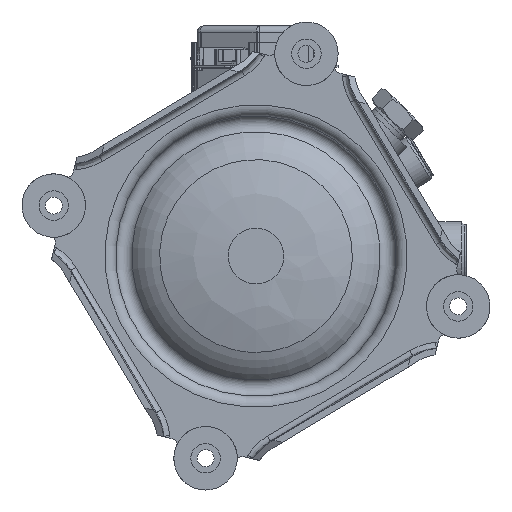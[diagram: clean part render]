
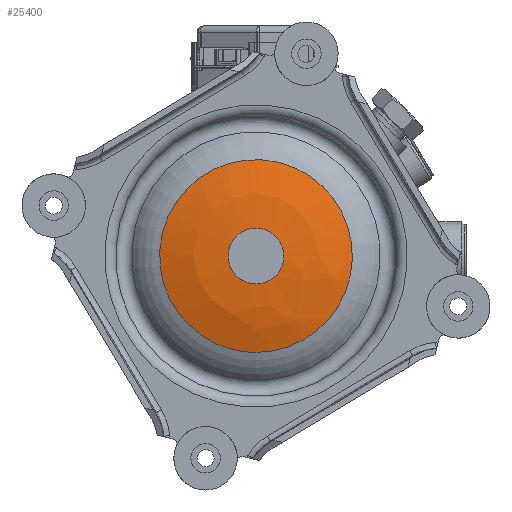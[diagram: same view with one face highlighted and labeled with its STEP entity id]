
A CAD part, front view. The second image highlights one B-rep face of the part: STEP entity #25400.
In plain terms, the highlighted free-form (B-spline) face has degree [2, 2] with [3, 9] control points.
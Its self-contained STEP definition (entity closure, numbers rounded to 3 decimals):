
#513=(
BOUNDED_SURFACE()
B_SPLINE_SURFACE(2,2,((#50757,#50758,#50759,#50760,#50761,#50762,#50763,
#50764,#50765),(#50766,#50767,#50768,#50769,#50770,#50771,#50772,#50773,
#50774),(#50775,#50776,#50777,#50778,#50779,#50780,#50781,#50782,#50783)),
 .UNSPECIFIED.,.F.,.T.,.F.)
B_SPLINE_SURFACE_WITH_KNOTS((3,3),(3,2,2,2,3),(-1.571,-1.235),
(-3.142,-1.571,0.,1.571,3.142),
 .UNSPECIFIED.)
GEOMETRIC_REPRESENTATION_ITEM()
RATIONAL_B_SPLINE_SURFACE(((1.,0.707,1.,0.707,1.,
0.707,1.,0.707,1.),(0.986,0.697,
0.986,0.697,0.986,0.697,
0.986,0.697,0.986),(1.,0.707,
1.,0.707,1.,0.707,1.,0.707,1.)))
REPRESENTATION_ITEM('')
SURFACE()
);
#2460=FACE_OUTER_BOUND('',#3944,.T.);
#3944=EDGE_LOOP('',(#20397,#20398,#20399,#20400,#20401,#20402,#20403));
#5416=CIRCLE('',#27487,62.274);
#5418=CIRCLE('',#27489,62.274);
#5419=CIRCLE('',#27490,62.274);
#5420=CIRCLE('',#27491,134.2);
#5421=CIRCLE('',#27492,18.);
#5422=CIRCLE('',#27493,18.);
#11233=VERTEX_POINT('',#50750);
#11234=VERTEX_POINT('',#50751);
#11235=VERTEX_POINT('',#50754);
#11236=VERTEX_POINT('',#50784);
#11237=VERTEX_POINT('',#50786);
#14509=EDGE_CURVE('',#11233,#11234,#5416,.T.);
#14511=EDGE_CURVE('',#11234,#11235,#5418,.T.);
#14512=EDGE_CURVE('',#11235,#11233,#5419,.T.);
#14513=EDGE_CURVE('',#11235,#11236,#5420,.T.);
#14514=EDGE_CURVE('',#11236,#11237,#5421,.T.);
#14515=EDGE_CURVE('',#11237,#11236,#5422,.T.);
#20397=ORIENTED_EDGE('',*,*,#14509,.F.);
#20398=ORIENTED_EDGE('',*,*,#14512,.F.);
#20399=ORIENTED_EDGE('',*,*,#14513,.T.);
#20400=ORIENTED_EDGE('',*,*,#14514,.T.);
#20401=ORIENTED_EDGE('',*,*,#14515,.T.);
#20402=ORIENTED_EDGE('',*,*,#14513,.F.);
#20403=ORIENTED_EDGE('',*,*,#14511,.F.);
#25400=ADVANCED_FACE('',(#2460),#513,.F.);
#27487=AXIS2_PLACEMENT_3D('',#50752,#32815,#32816);
#27489=AXIS2_PLACEMENT_3D('',#50755,#32819,#32820);
#27490=AXIS2_PLACEMENT_3D('',#50756,#32821,#32822);
#27491=AXIS2_PLACEMENT_3D('',#50785,#32823,#32824);
#27492=AXIS2_PLACEMENT_3D('',#50787,#32825,#32826);
#27493=AXIS2_PLACEMENT_3D('',#50788,#32827,#32828);
#32815=DIRECTION('center_axis',(0.,1.,0.));
#32816=DIRECTION('ref_axis',(0.242,0.,0.97));
#32819=DIRECTION('center_axis',(0.,1.,0.));
#32820=DIRECTION('ref_axis',(0.242,0.,0.97));
#32821=DIRECTION('center_axis',(0.,1.,0.));
#32822=DIRECTION('ref_axis',(0.242,0.,0.97));
#32823=DIRECTION('center_axis',(-1.,0.,0.));
#32824=DIRECTION('ref_axis',(0.,0.,
-1.));
#32825=DIRECTION('center_axis',(0.,1.,0.));
#32826=DIRECTION('ref_axis',(0.242,0.,0.97));
#32827=DIRECTION('center_axis',(0.,1.,0.));
#32828=DIRECTION('ref_axis',(0.242,0.,0.97));
#50750=CARTESIAN_POINT('',(-82.1,-218.165,-60.424));
#50751=CARTESIAN_POINT('',(-51.969,-218.165,60.424));
#50752=CARTESIAN_POINT('Origin',(-67.035,-218.165,0.));
#50754=CARTESIAN_POINT('',(-67.035,-218.165,-62.274));
#50755=CARTESIAN_POINT('Origin',(-67.035,-218.165,0.));
#50756=CARTESIAN_POINT('Origin',(-67.035,-218.165,0.));
#50757=CARTESIAN_POINT('Ctrl Pts',(-67.035,-225.679,
-18.));
#50758=CARTESIAN_POINT('Ctrl Pts',(-85.035,-225.679,
-18.));
#50759=CARTESIAN_POINT('Ctrl Pts',(-85.035,-225.679,
0.));
#50760=CARTESIAN_POINT('Ctrl Pts',(-85.035,-225.679,
18.));
#50761=CARTESIAN_POINT('Ctrl Pts',(-67.035,-225.679,
18.));
#50762=CARTESIAN_POINT('Ctrl Pts',(-49.035,-225.679,
18.));
#50763=CARTESIAN_POINT('Ctrl Pts',(-49.035,-225.679,
0.));
#50764=CARTESIAN_POINT('Ctrl Pts',(-49.035,-225.679,
-18.));
#50765=CARTESIAN_POINT('Ctrl Pts',(-67.035,-225.679,
-18.));
#50766=CARTESIAN_POINT('Ctrl Pts',(-67.035,-225.679,-40.775));
#50767=CARTESIAN_POINT('Ctrl Pts',(-107.81,-225.679,
-40.775));
#50768=CARTESIAN_POINT('Ctrl Pts',(-107.81,-225.679,
0.));
#50769=CARTESIAN_POINT('Ctrl Pts',(-107.81,-225.679,
40.775));
#50770=CARTESIAN_POINT('Ctrl Pts',(-67.035,-225.679,
40.775));
#50771=CARTESIAN_POINT('Ctrl Pts',(-26.26,-225.679,
40.775));
#50772=CARTESIAN_POINT('Ctrl Pts',(-26.26,-225.679,
0.));
#50773=CARTESIAN_POINT('Ctrl Pts',(-26.26,-225.679,
-40.775));
#50774=CARTESIAN_POINT('Ctrl Pts',(-67.035,-225.679,-40.775));
#50775=CARTESIAN_POINT('Ctrl Pts',(-67.035,-218.165,
-62.274));
#50776=CARTESIAN_POINT('Ctrl Pts',(-129.309,-218.165,-62.274));
#50777=CARTESIAN_POINT('Ctrl Pts',(-129.309,-218.165,0.));
#50778=CARTESIAN_POINT('Ctrl Pts',(-129.309,-218.165,62.274));
#50779=CARTESIAN_POINT('Ctrl Pts',(-67.035,-218.165,
62.274));
#50780=CARTESIAN_POINT('Ctrl Pts',(-4.761,-218.165,
62.274));
#50781=CARTESIAN_POINT('Ctrl Pts',(-4.761,-218.165,
0.));
#50782=CARTESIAN_POINT('Ctrl Pts',(-4.761,-218.165,
-62.274));
#50783=CARTESIAN_POINT('Ctrl Pts',(-67.035,-218.165,
-62.274));
#50784=CARTESIAN_POINT('',(-67.035,-225.679,-18.));
#50785=CARTESIAN_POINT('Origin',(-67.035,-91.479,-18.));
#50786=CARTESIAN_POINT('',(-71.389,-225.679,-17.465));
#50787=CARTESIAN_POINT('Origin',(-67.035,-225.679,0.));
#50788=CARTESIAN_POINT('Origin',(-67.035,-225.679,0.));
